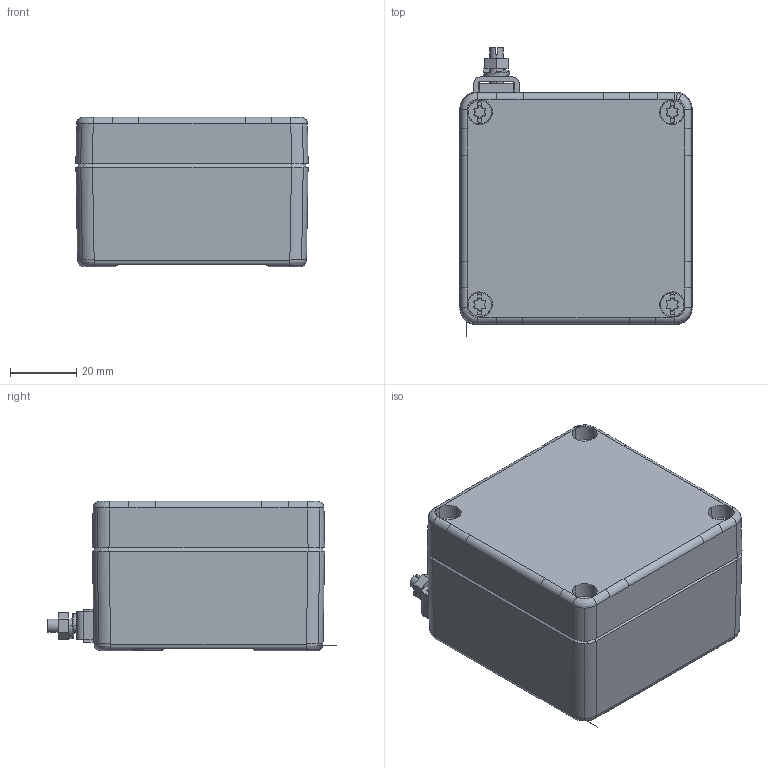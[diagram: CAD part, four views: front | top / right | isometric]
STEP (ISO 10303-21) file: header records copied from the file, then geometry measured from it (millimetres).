
FILE_DESCRIPTION(('CATIA V5 STEP Exchange','CAx-IF Rec.Pracs.--- Model Styling and Organization---1.5--- 2016-08-15','CAx-IF Rec.Pracs.---Supplemental Geometry---1.0---2011-11-01','CAx-IF Rec.Pracs.--- Composite Materials ---1.1---2010-07-15'),'2;1');
FILE_NAME ('D1451044_3', '2024-08-13T06:40:06+00:00', ('none'), ('Weidmueller'), 'CATIA Version 5-6 Release 2022 SP4 HF5', 'CATIA V5 STEP AP214 v3', 'none');
FILE_SCHEMA(('AUTOMOTIVE_DESIGN { 1 0 10303 214 1 1 1 1 }'));
Length unit declared in the file: millimetre
Products named in the file (1): K1 EX
Bounding box: 70 x 86.95 x 45 mm (x, y, z)
Volume: 88856.4 mm3; surface area: 52895.8 mm2
Topology: 10 solids, 10 shells, 1090 faces, 2840 edges, 1826 vertices
Faces by surface type: plane 364, bspline 336, cylinder 236, cone 92, torus 46, extrusion 12, sphere 4
Entity records: 35489 total; most frequent: CARTESIAN_POINT 12924, ORIENTED_EDGE 5668, EDGE_CURVE 2834, DIRECTION 2698, VERTEX_POINT 1826, EDGE_LOOP 1178, AXIS2_PLACEMENT_3D 1164, ADVANCED_FACE 1090
